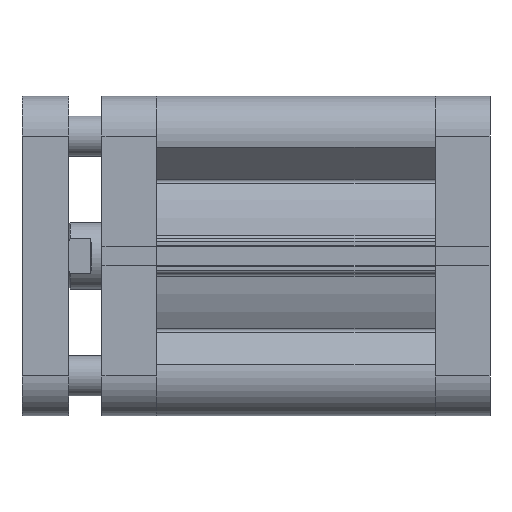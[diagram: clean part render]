
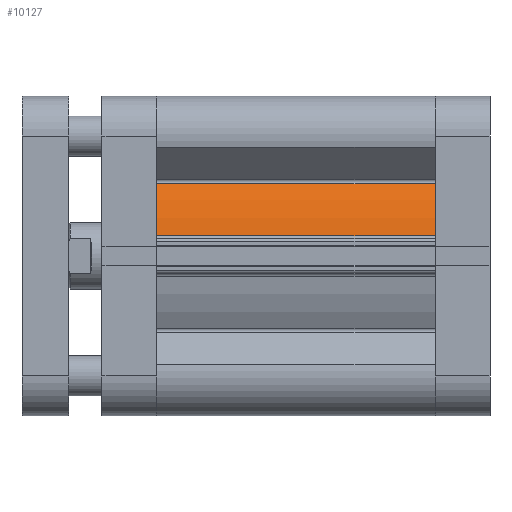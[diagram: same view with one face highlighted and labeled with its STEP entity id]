
A CAD part, front view. The second image highlights one B-rep face of the part: STEP entity #10127.
In plain terms, the highlighted cylindrical face has radius 43.5 mm (diameter 87 mm), a partial arc.
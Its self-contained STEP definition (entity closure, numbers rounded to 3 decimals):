
#78 = ORIENTED_EDGE ( 'NONE', *, *, #9272, .T. ) ;
#79 = ORIENTED_EDGE ( 'NONE', *, *, #9263, .F. ) ;
#80 = ORIENTED_EDGE ( 'NONE', *, *, #9273, .T. ) ;
#195 = ORIENTED_EDGE ( 'NONE', *, *, #9274, .T. ) ;
#734 = VERTEX_POINT ( 'NONE', #9762 ) ;
#743 = VERTEX_POINT ( 'NONE', #9439 ) ;
#747 = VERTEX_POINT ( 'NONE', #9482 ) ;
#831 = VERTEX_POINT ( 'NONE', #9426 ) ;
#1789 = DIRECTION ( 'NONE',  ( -1., 0., 0. ) ) ;
#1790 = DIRECTION ( 'NONE',  ( 0., 0., -1. ) ) ;
#1791 = CARTESIAN_POINT ( 'NONE',  ( 0., 0., 83.5 ) ) ;
#2455 = FACE_OUTER_BOUND ( 'NONE', #5818, .T. ) ;
#2458 = CYLINDRICAL_SURFACE ( 'NONE', #11128, 43.5 ) ;
#5818 = EDGE_LOOP ( 'NONE', ( #80, #78, #79, #195 ) ) ;
#7470 = CIRCLE ( 'NONE', #10901, 43.5 ) ;
#7473 = VECTOR ( 'NONE', #8732, 1000. ) ;
#7478 = LINE ( 'NONE', #8737, #7480 ) ;
#7480 = VECTOR ( 'NONE', #8738, 1000. ) ;
#7481 = LINE ( 'NONE', #8724, #7473 ) ;
#7486 = CIRCLE ( 'NONE', #10909, 43.5 ) ;
#8707 = CARTESIAN_POINT ( 'NONE',  ( 0., 0., 83.5 ) ) ;
#8708 = DIRECTION ( 'NONE',  ( 0., 0., 1. ) ) ;
#8709 = DIRECTION ( 'NONE',  ( 1., 0., 0. ) ) ;
#8724 = CARTESIAN_POINT ( 'NONE',  ( 21.765, -37.663, 83.5 ) ) ;
#8732 = DIRECTION ( 'NONE',  ( 0., 0., 1. ) ) ;
#8733 = CARTESIAN_POINT ( 'NONE',  ( 0., 0., 0. ) ) ;
#8735 = DIRECTION ( 'NONE',  ( 0., 0., 1. ) ) ;
#8736 = DIRECTION ( 'NONE',  ( 1., 0., 0. ) ) ;
#8737 = CARTESIAN_POINT ( 'NONE',  ( 6.11, -43.069, 83.5 ) ) ;
#8738 = DIRECTION ( 'NONE',  ( 0., 0., -1. ) ) ;
#9263 = EDGE_CURVE ( 'NONE', #734, #743, #7470, .T. ) ;
#9272 = EDGE_CURVE ( 'NONE', #747, #743, #7481, .T. ) ;
#9273 = EDGE_CURVE ( 'NONE', #831, #747, #7486, .T. ) ;
#9274 = EDGE_CURVE ( 'NONE', #734, #831, #7478, .T. ) ;
#9426 = CARTESIAN_POINT ( 'NONE',  ( 6.11, -43.069, 0. ) ) ;
#9439 = CARTESIAN_POINT ( 'NONE',  ( 21.765, -37.663, 83.5 ) ) ;
#9482 = CARTESIAN_POINT ( 'NONE',  ( 21.765, -37.663, 0. ) ) ;
#9762 = CARTESIAN_POINT ( 'NONE',  ( 6.11, -43.069, 83.5 ) ) ;
#10127 = ADVANCED_FACE ( 'NONE', ( #2455 ), #2458, .T. ) ;
#10901 = AXIS2_PLACEMENT_3D ( 'NONE', #8707, #8708, #8709 ) ;
#10909 = AXIS2_PLACEMENT_3D ( 'NONE', #8733, #8735, #8736 ) ;
#11128 = AXIS2_PLACEMENT_3D ( 'NONE', #1791, #1790, #1789 ) ;
